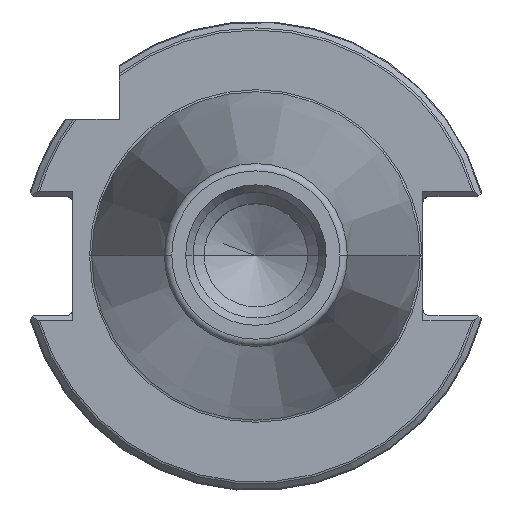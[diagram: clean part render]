
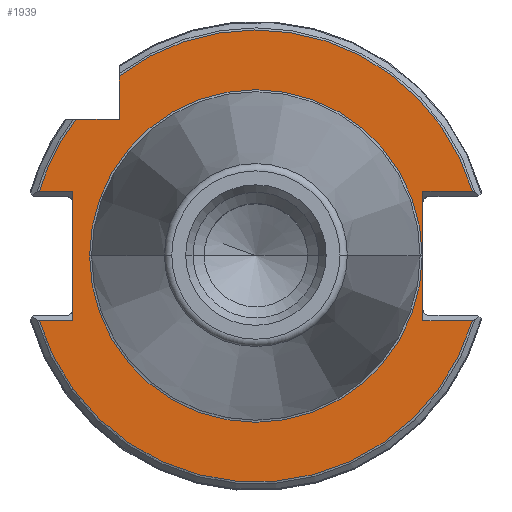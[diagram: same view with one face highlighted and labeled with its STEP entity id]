
A CAD part, top view. The second image highlights one B-rep face of the part: STEP entity #1939.
In plain terms, the highlighted planar face has unit normal (0, 0, 1).
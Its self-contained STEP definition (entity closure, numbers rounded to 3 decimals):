
#2 = FACE_BOUND ( 'NONE', #2019, .T. ) ;
#48 = ORIENTED_EDGE ( 'NONE', *, *, #3381, .F. ) ;
#79 = ORIENTED_EDGE ( 'NONE', *, *, #3251, .T. ) ;
#87 = LINE ( 'NONE', #416, #1413 ) ;
#117 = CIRCLE ( 'NONE', #2733, 22.5 ) ;
#133 = EDGE_CURVE ( 'NONE', #2270, #2411, #2162, .T. ) ;
#154 = PLANE ( 'NONE',  #1460 ) ;
#172 = CARTESIAN_POINT ( 'NONE',  ( 0., 0., -3.2 ) ) ;
#260 = CARTESIAN_POINT ( 'NONE',  ( 22.6, -8.75, -3.2 ) ) ;
#327 = CARTESIAN_POINT ( 'NONE',  ( 0., -8.75, -3.2 ) ) ;
#332 = CIRCLE ( 'NONE', #2142, 22.5 ) ;
#352 = ORIENTED_EDGE ( 'NONE', *, *, #948, .T. ) ;
#395 = CARTESIAN_POINT ( 'NONE',  ( 22.5, 0., -3.2 ) ) ;
#416 = CARTESIAN_POINT ( 'NONE',  ( -24.8, -8.05, -3.2 ) ) ;
#424 = VERTEX_POINT ( 'NONE', #1344 ) ;
#433 = DIRECTION ( 'NONE',  ( 1., 0., 0. ) ) ;
#451 = ORIENTED_EDGE ( 'NONE', *, *, #1216, .T. ) ;
#587 = DIRECTION ( 'NONE',  ( -1., 0., 0. ) ) ;
#596 = CARTESIAN_POINT ( 'NONE',  ( -24.8, 8.75, -3.2 ) ) ;
#599 = VERTEX_POINT ( 'NONE', #260 ) ;
#605 = DIRECTION ( 'NONE',  ( 0., 1., 0. ) ) ;
#637 = VERTEX_POINT ( 'NONE', #721 ) ;
#651 = VECTOR ( 'NONE', #587, 1000. ) ;
#691 = FACE_OUTER_BOUND ( 'NONE', #1249, .T. ) ;
#693 = CARTESIAN_POINT ( 'NONE',  ( 0., 0., -3.2 ) ) ;
#721 = CARTESIAN_POINT ( 'NONE',  ( -18.5, 24.355, -3.2 ) ) ;
#766 = CARTESIAN_POINT ( 'NONE',  ( 0., 0., -3.2 ) ) ;
#795 = EDGE_CURVE ( 'NONE', #1191, #1257, #87, .T. ) ;
#823 = VECTOR ( 'NONE', #605, 1000. ) ;
#858 = DIRECTION ( 'NONE',  ( 1., 0., 0. ) ) ;
#879 = CARTESIAN_POINT ( 'NONE',  ( 22.6, -8.05, -3.2 ) ) ;
#903 = LINE ( 'NONE', #879, #823 ) ;
#906 = AXIS2_PLACEMENT_3D ( 'NONE', #3093, #1511, #3353 ) ;
#945 = DIRECTION ( 'NONE',  ( -1., 0., 0. ) ) ;
#948 = EDGE_CURVE ( 'NONE', #1191, #2222, #3106, .T. ) ;
#950 = CARTESIAN_POINT ( 'NONE',  ( 22.6, 8.75, -3.2 ) ) ;
#1037 = DIRECTION ( 'NONE',  ( 1., 0., 0. ) ) ;
#1047 = CARTESIAN_POINT ( 'NONE',  ( 0., 0., -3.2 ) ) ;
#1086 = VECTOR ( 'NONE', #1907, 1000. ) ;
#1093 = VECTOR ( 'NONE', #945, 1000. ) ;
#1191 = VERTEX_POINT ( 'NONE', #1488 ) ;
#1216 = EDGE_CURVE ( 'NONE', #2411, #637, #3151, .T. ) ;
#1238 = DIRECTION ( 'NONE',  ( 0., 0., 1. ) ) ;
#1249 = EDGE_LOOP ( 'NONE', ( #2175, #2083, #2630, #2946, #352, #2459, #79, #2760, #1425, #451, #3215 ) ) ;
#1257 = VERTEX_POINT ( 'NONE', #2595 ) ;
#1314 = DIRECTION ( 'NONE',  ( 1., 0., 0. ) ) ;
#1321 = EDGE_CURVE ( 'NONE', #1844, #3306, #332, .T. ) ;
#1344 = CARTESIAN_POINT ( 'NONE',  ( 29.306, -8.75, -3.2 ) ) ;
#1368 = LINE ( 'NONE', #2174, #651 ) ;
#1391 = CARTESIAN_POINT ( 'NONE',  ( 0., 0., -3.2 ) ) ;
#1413 = VECTOR ( 'NONE', #1479, 1000. ) ;
#1418 = CARTESIAN_POINT ( 'NONE',  ( -22.5, 0., -3.2 ) ) ;
#1425 = ORIENTED_EDGE ( 'NONE', *, *, #133, .T. ) ;
#1460 = AXIS2_PLACEMENT_3D ( 'NONE', #693, #1238, #3081 ) ;
#1462 = VECTOR ( 'NONE', #2638, 1000. ) ;
#1479 = DIRECTION ( 'NONE',  ( 0., 1., 0. ) ) ;
#1488 = CARTESIAN_POINT ( 'NONE',  ( -24.8, -8.75, -3.2 ) ) ;
#1511 = DIRECTION ( 'NONE',  ( 0., 0., 1. ) ) ;
#1654 = DIRECTION ( 'NONE',  ( 1., 0., 0. ) ) ;
#1690 = CARTESIAN_POINT ( 'NONE',  ( -29.306, 8.75, -3.2 ) ) ;
#1736 = LINE ( 'NONE', #2973, #3065 ) ;
#1800 = VERTEX_POINT ( 'NONE', #3267 ) ;
#1803 = ORIENTED_EDGE ( 'NONE', *, *, #1321, .F. ) ;
#1844 = VERTEX_POINT ( 'NONE', #395 ) ;
#1907 = DIRECTION ( 'NONE',  ( -1., 0., 0. ) ) ;
#1939 = ADVANCED_FACE ( 'NONE', ( #691, #2 ), #154, .T. ) ;
#2017 = DIRECTION ( 'NONE',  ( 0., 0., 1. ) ) ;
#2019 = EDGE_LOOP ( 'NONE', ( #1803, #48 ) ) ;
#2056 = EDGE_CURVE ( 'NONE', #1800, #2536, #3094, .T. ) ;
#2074 = EDGE_CURVE ( 'NONE', #2536, #1257, #2311, .T. ) ;
#2083 = ORIENTED_EDGE ( 'NONE', *, *, #2056, .T. ) ;
#2118 = EDGE_CURVE ( 'NONE', #599, #2270, #903, .T. ) ;
#2142 = AXIS2_PLACEMENT_3D ( 'NONE', #1047, #2901, #1314 ) ;
#2162 = LINE ( 'NONE', #3419, #1462 ) ;
#2174 = CARTESIAN_POINT ( 'NONE',  ( 0., 18.5, -3.2 ) ) ;
#2175 = ORIENTED_EDGE ( 'NONE', *, *, #2859, .T. ) ;
#2222 = VERTEX_POINT ( 'NONE', #3293 ) ;
#2270 = VERTEX_POINT ( 'NONE', #950 ) ;
#2297 = EDGE_CURVE ( 'NONE', #2222, #424, #2431, .T. ) ;
#2311 = LINE ( 'NONE', #596, #2476 ) ;
#2354 = AXIS2_PLACEMENT_3D ( 'NONE', #1391, #3239, #1654 ) ;
#2411 = VERTEX_POINT ( 'NONE', #2425 ) ;
#2425 = CARTESIAN_POINT ( 'NONE',  ( 29.306, 8.75, -3.2 ) ) ;
#2431 = CIRCLE ( 'NONE', #2822, 30.584 ) ;
#2436 = EDGE_CURVE ( 'NONE', #637, #2716, #1736, .T. ) ;
#2459 = ORIENTED_EDGE ( 'NONE', *, *, #2297, .T. ) ;
#2476 = VECTOR ( 'NONE', #858, 1000. ) ;
#2532 = CARTESIAN_POINT ( 'NONE',  ( -29.506, -8.75, -3.2 ) ) ;
#2536 = VERTEX_POINT ( 'NONE', #1690 ) ;
#2595 = CARTESIAN_POINT ( 'NONE',  ( -24.8, 8.75, -3.2 ) ) ;
#2629 = DIRECTION ( 'NONE',  ( 0., 0., 1. ) ) ;
#2630 = ORIENTED_EDGE ( 'NONE', *, *, #2074, .T. ) ;
#2638 = DIRECTION ( 'NONE',  ( 1., 0., 0. ) ) ;
#2716 = VERTEX_POINT ( 'NONE', #3411 ) ;
#2733 = AXIS2_PLACEMENT_3D ( 'NONE', #766, #2629, #1037 ) ;
#2760 = ORIENTED_EDGE ( 'NONE', *, *, #2118, .T. ) ;
#2822 = AXIS2_PLACEMENT_3D ( 'NONE', #172, #2017, #433 ) ;
#2859 = EDGE_CURVE ( 'NONE', #2716, #1800, #1368, .T. ) ;
#2901 = DIRECTION ( 'NONE',  ( 0., 0., 1. ) ) ;
#2946 = ORIENTED_EDGE ( 'NONE', *, *, #795, .F. ) ;
#2973 = CARTESIAN_POINT ( 'NONE',  ( -18.5, 0., -3.2 ) ) ;
#3065 = VECTOR ( 'NONE', #3233, 1000. ) ;
#3081 = DIRECTION ( 'NONE',  ( 1., 0., 0. ) ) ;
#3093 = CARTESIAN_POINT ( 'NONE',  ( 0., 0., -3.2 ) ) ;
#3094 = CIRCLE ( 'NONE', #2354, 30.584 ) ;
#3106 = LINE ( 'NONE', #2532, #1093 ) ;
#3151 = CIRCLE ( 'NONE', #906, 30.584 ) ;
#3189 = LINE ( 'NONE', #327, #1086 ) ;
#3215 = ORIENTED_EDGE ( 'NONE', *, *, #2436, .T. ) ;
#3233 = DIRECTION ( 'NONE',  ( 0., -1., 0. ) ) ;
#3239 = DIRECTION ( 'NONE',  ( 0., 0., 1. ) ) ;
#3251 = EDGE_CURVE ( 'NONE', #424, #599, #3189, .T. ) ;
#3267 = CARTESIAN_POINT ( 'NONE',  ( -24.355, 18.5, -3.2 ) ) ;
#3293 = CARTESIAN_POINT ( 'NONE',  ( -29.306, -8.75, -3.2 ) ) ;
#3306 = VERTEX_POINT ( 'NONE', #1418 ) ;
#3353 = DIRECTION ( 'NONE',  ( 1., 0., 0. ) ) ;
#3381 = EDGE_CURVE ( 'NONE', #3306, #1844, #117, .T. ) ;
#3411 = CARTESIAN_POINT ( 'NONE',  ( -18.5, 18.5, -3.2 ) ) ;
#3419 = CARTESIAN_POINT ( 'NONE',  ( 0., 8.75, -3.2 ) ) ;
